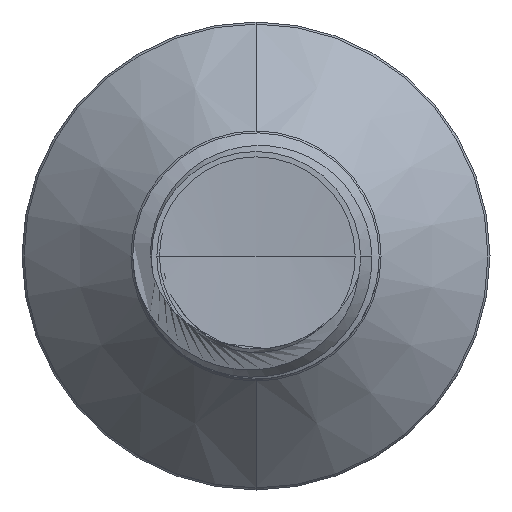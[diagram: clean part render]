
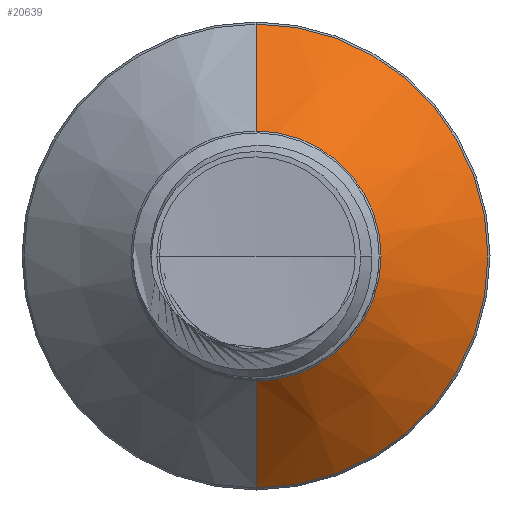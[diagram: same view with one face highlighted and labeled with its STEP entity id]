
A CAD part, front view. The second image highlights one B-rep face of the part: STEP entity #20639.
In plain terms, the highlighted conical face has half-angle 45 degrees and reference radius 1.016 mm.
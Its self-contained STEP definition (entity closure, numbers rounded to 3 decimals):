
#623 = CARTESIAN_POINT ( 'NONE',  ( 0., 8.414, 0. ) ) ;
#744 = CARTESIAN_POINT ( 'NONE',  ( 0., 7.546, 1.016 ) ) ;
#776 = DIRECTION ( 'NONE',  ( 0., 0., 1. ) ) ;
#812 = DIRECTION ( 'NONE',  ( 0., 1., 0. ) ) ;
#848 = CARTESIAN_POINT ( 'NONE',  ( 0., 7.546, 1.016 ) ) ;
#1143 = EDGE_CURVE ( 'NONE', #28859, #24531, #16724, .T. ) ;
#1194 = ORIENTED_EDGE ( 'NONE', *, *, #1143, .F. ) ;
#2863 = EDGE_CURVE ( 'NONE', #13422, #24531, #5745, .T. ) ;
#4558 = CIRCLE ( 'NONE', #24354, 1.016 ) ;
#4575 = EDGE_LOOP ( 'NONE', ( #6345, #26139, #1194, #21265 ) ) ;
#5745 = LINE ( 'NONE', #9601, #23286 ) ;
#6033 = DIRECTION ( 'NONE',  ( 0., 1., 0. ) ) ;
#6345 = ORIENTED_EDGE ( 'NONE', *, *, #7919, .T. ) ;
#7919 = EDGE_CURVE ( 'NONE', #26853, #13422, #4558, .T. ) ;
#9059 = DIRECTION ( 'NONE',  ( 0., 0.707, -0.707 ) ) ;
#9187 = CARTESIAN_POINT ( 'NONE',  ( 0., 7.546, 0. ) ) ;
#9601 = CARTESIAN_POINT ( 'NONE',  ( 0., 7.546, -1.016 ) ) ;
#11153 = FACE_OUTER_BOUND ( 'NONE', #4575, .T. ) ;
#11748 = DIRECTION ( 'NONE',  ( 0., 0., 1. ) ) ;
#13422 = VERTEX_POINT ( 'NONE', #14706 ) ;
#14706 = CARTESIAN_POINT ( 'NONE',  ( 0., 7.546, -1.016 ) ) ;
#15488 = CONICAL_SURFACE ( 'NONE', #16306, 1.016, 0.785 ) ;
#16306 = AXIS2_PLACEMENT_3D ( 'NONE', #28292, #6033, #16461 ) ;
#16461 = DIRECTION ( 'NONE',  ( 0., 0., 1. ) ) ;
#16724 = CIRCLE ( 'NONE', #27329, 1.883 ) ;
#20639 = ADVANCED_FACE ( 'NONE', ( #11153 ), #15488, .T. ) ;
#21265 = ORIENTED_EDGE ( 'NONE', *, *, #29973, .F. ) ;
#21982 = CARTESIAN_POINT ( 'NONE',  ( 0., 8.414, 1.883 ) ) ;
#23286 = VECTOR ( 'NONE', #9059, 1000. ) ;
#24354 = AXIS2_PLACEMENT_3D ( 'NONE', #9187, #26464, #11748 ) ;
#24531 = VERTEX_POINT ( 'NONE', #25745 ) ;
#25745 = CARTESIAN_POINT ( 'NONE',  ( 0., 8.414, -1.883 ) ) ;
#26139 = ORIENTED_EDGE ( 'NONE', *, *, #2863, .T. ) ;
#26464 = DIRECTION ( 'NONE',  ( 0., 1., 0. ) ) ;
#26853 = VERTEX_POINT ( 'NONE', #848 ) ;
#27329 = AXIS2_PLACEMENT_3D ( 'NONE', #623, #812, #776 ) ;
#28292 = CARTESIAN_POINT ( 'NONE',  ( 0., 7.546, 0. ) ) ;
#28859 = VERTEX_POINT ( 'NONE', #21982 ) ;
#29760 = VECTOR ( 'NONE', #30400, 1000. ) ;
#29973 = EDGE_CURVE ( 'NONE', #26853, #28859, #30510, .T. ) ;
#30400 = DIRECTION ( 'NONE',  ( 0., 0.707, 0.707 ) ) ;
#30510 = LINE ( 'NONE', #744, #29760 ) ;
